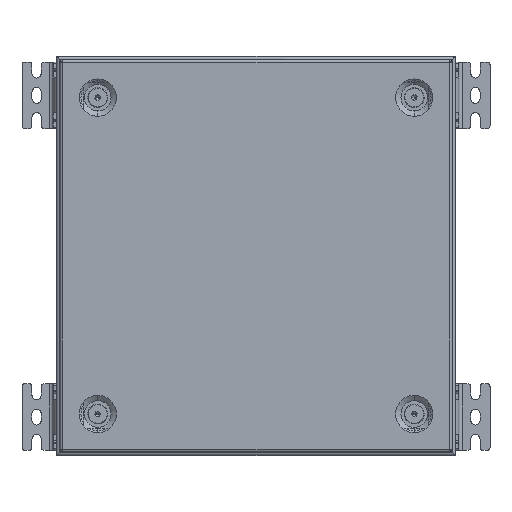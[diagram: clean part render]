
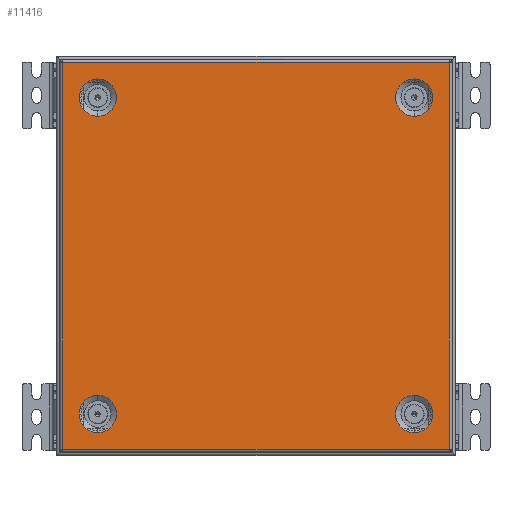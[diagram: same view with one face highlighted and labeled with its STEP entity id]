
A CAD part, top view. The second image highlights one B-rep face of the part: STEP entity #11416.
In plain terms, the highlighted planar face has unit normal (0, 0, 1).
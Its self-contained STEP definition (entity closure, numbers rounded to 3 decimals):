
#531 = CARTESIAN_POINT ( 'NONE',  ( -119., -133., 0. ) ) ;
#646 = ORIENTED_EDGE ( 'NONE', *, *, #1804, .F. ) ;
#696 = AXIS2_PLACEMENT_3D ( 'NONE', #16369, #22362, #24553 ) ;
#801 = DIRECTION ( 'NONE',  ( -1., 0., 0. ) ) ;
#939 = CARTESIAN_POINT ( 'NONE',  ( -145.5, 145.5, 0. ) ) ;
#1158 = VERTEX_POINT ( 'NONE', #9970 ) ;
#1163 = CARTESIAN_POINT ( 'NONE',  ( 145.4, 145.5, 0. ) ) ;
#1413 = DIRECTION ( 'NONE',  ( 0., 0., 1. ) ) ;
#1723 = CARTESIAN_POINT ( 'NONE',  ( 145.793, 145.5, 0. ) ) ;
#1764 = CARTESIAN_POINT ( 'NONE',  ( 145.5, -145.793, 0. ) ) ;
#1804 = EDGE_CURVE ( 'NONE', #1158, #3029, #9468, .T. ) ;
#1986 = VERTEX_POINT ( 'NONE', #13159 ) ;
#2106 = DIRECTION ( 'NONE',  ( 0., 0., 1. ) ) ;
#2239 = EDGE_CURVE ( 'NONE', #17156, #24230, #8959, .T. ) ;
#2327 = CARTESIAN_POINT ( 'NONE',  ( -119., 119., 0. ) ) ;
#2388 = VERTEX_POINT ( 'NONE', #23606 ) ;
#2538 = EDGE_LOOP ( 'NONE', ( #7471, #18850 ) ) ;
#2610 = ORIENTED_EDGE ( 'NONE', *, *, #7966, .T. ) ;
#3029 = VERTEX_POINT ( 'NONE', #531 ) ;
#3101 = VECTOR ( 'NONE', #20368, 1000. ) ;
#3360 = FACE_BOUND ( 'NONE', #3775, .T. ) ;
#3592 = EDGE_CURVE ( 'NONE', #1986, #22859, #15883, .T. ) ;
#3751 = ORIENTED_EDGE ( 'NONE', *, *, #26681, .F. ) ;
#3775 = EDGE_LOOP ( 'NONE', ( #646, #3751 ) ) ;
#3811 = DIRECTION ( 'NONE',  ( 0., 1., 0. ) ) ;
#3926 = ORIENTED_EDGE ( 'NONE', *, *, #8418, .F. ) ;
#4047 = ORIENTED_EDGE ( 'NONE', *, *, #3592, .F. ) ;
#4775 = VERTEX_POINT ( 'NONE', #17176 ) ;
#4799 = VERTEX_POINT ( 'NONE', #23181 ) ;
#4877 = DIRECTION ( 'NONE',  ( 1., 0., 0. ) ) ;
#5190 = VECTOR ( 'NONE', #3811, 1000. ) ;
#5212 = EDGE_CURVE ( 'NONE', #24230, #17156, #14456, .T. ) ;
#5225 = AXIS2_PLACEMENT_3D ( 'NONE', #24195, #11672, #11951 ) ;
#5254 = CARTESIAN_POINT ( 'NONE',  ( -119., 133., 0. ) ) ;
#5264 = FACE_BOUND ( 'NONE', #2538, .T. ) ;
#5837 = ORIENTED_EDGE ( 'NONE', *, *, #21099, .F. ) ;
#6006 = CARTESIAN_POINT ( 'NONE',  ( 119., 105., 0. ) ) ;
#6574 = ORIENTED_EDGE ( 'NONE', *, *, #16342, .T. ) ;
#6818 = DIRECTION ( 'NONE',  ( 1., 0., 0. ) ) ;
#6939 = DIRECTION ( 'NONE',  ( 0., 0., 1. ) ) ;
#6978 = VECTOR ( 'NONE', #10675, 1000. ) ;
#7054 = CARTESIAN_POINT ( 'NONE',  ( -119., 105., 0. ) ) ;
#7224 = CARTESIAN_POINT ( 'NONE',  ( -145.793, -145.5, 0. ) ) ;
#7471 = ORIENTED_EDGE ( 'NONE', *, *, #2239, .F. ) ;
#7618 = AXIS2_PLACEMENT_3D ( 'NONE', #13798, #1413, #9734 ) ;
#7753 = CARTESIAN_POINT ( 'NONE',  ( 145.4, -145.5, 0. ) ) ;
#7759 = ORIENTED_EDGE ( 'NONE', *, *, #15119, .T. ) ;
#7767 = VECTOR ( 'NONE', #12868, 1000. ) ;
#7966 = EDGE_CURVE ( 'NONE', #26700, #4799, #25726, .T. ) ;
#8000 = LINE ( 'NONE', #1723, #20856 ) ;
#8156 = VECTOR ( 'NONE', #6818, 1000. ) ;
#8274 = ORIENTED_EDGE ( 'NONE', *, *, #19607, .F. ) ;
#8418 = EDGE_CURVE ( 'NONE', #26700, #15660, #13418, .T. ) ;
#8444 = DIRECTION ( 'NONE',  ( 0., 0., 1. ) ) ;
#8709 = DIRECTION ( 'NONE',  ( 0., 0., 1. ) ) ;
#8834 = VECTOR ( 'NONE', #22025, 1000. ) ;
#8837 = CARTESIAN_POINT ( 'NONE',  ( 119., -119., 0. ) ) ;
#8959 = CIRCLE ( 'NONE', #21160, 14. ) ;
#9207 = DIRECTION ( 'NONE',  ( 1., 0., 0. ) ) ;
#9416 = DIRECTION ( 'NONE',  ( 0., 0., 1. ) ) ;
#9468 = CIRCLE ( 'NONE', #12942, 14. ) ;
#9734 = DIRECTION ( 'NONE',  ( 1., 0., 0. ) ) ;
#9970 = CARTESIAN_POINT ( 'NONE',  ( -119., -105., 0. ) ) ;
#10216 = EDGE_CURVE ( 'NONE', #12649, #15660, #8000, .T. ) ;
#10307 = DIRECTION ( 'NONE',  ( -1., 0., 0. ) ) ;
#10675 = DIRECTION ( 'NONE',  ( 1., 0., 0. ) ) ;
#10694 = CARTESIAN_POINT ( 'NONE',  ( -119., 119., 0. ) ) ;
#10990 = CARTESIAN_POINT ( 'NONE',  ( -147.5, 145.5, 0. ) ) ;
#11041 = VERTEX_POINT ( 'NONE', #7753 ) ;
#11416 = ADVANCED_FACE ( 'NONE', ( #26397, #5264, #26541, #3360, #11539 ), #23927, .T. ) ;
#11421 = CARTESIAN_POINT ( 'NONE',  ( -145.5, 145.793, 0. ) ) ;
#11539 = FACE_BOUND ( 'NONE', #20218, .T. ) ;
#11672 = DIRECTION ( 'NONE',  ( 0., 0., 1. ) ) ;
#11951 = DIRECTION ( 'NONE',  ( 1., 0., 0. ) ) ;
#12314 = CARTESIAN_POINT ( 'NONE',  ( -145.793, -145.5, 0. ) ) ;
#12538 = DIRECTION ( 'NONE',  ( 1., 0., 0. ) ) ;
#12649 = VERTEX_POINT ( 'NONE', #1163 ) ;
#12868 = DIRECTION ( 'NONE',  ( -1., 0., 0. ) ) ;
#12942 = AXIS2_PLACEMENT_3D ( 'NONE', #22995, #8444, #24647 ) ;
#13028 = AXIS2_PLACEMENT_3D ( 'NONE', #19900, #9416, #17716 ) ;
#13159 = CARTESIAN_POINT ( 'NONE',  ( 119., -105., 0. ) ) ;
#13219 = LINE ( 'NONE', #7224, #8156 ) ;
#13330 = CARTESIAN_POINT ( 'NONE',  ( -119., -119., 0. ) ) ;
#13418 = LINE ( 'NONE', #10990, #15810 ) ;
#13464 = EDGE_LOOP ( 'NONE', ( #21864, #26358, #3926, #2610, #26288, #7759, #6574, #22975 ) ) ;
#13798 = CARTESIAN_POINT ( 'NONE',  ( 119., -119., 0. ) ) ;
#14054 = EDGE_CURVE ( 'NONE', #18311, #24717, #15659, .T. ) ;
#14456 = CIRCLE ( 'NONE', #25329, 14. ) ;
#14712 = DIRECTION ( 'NONE',  ( 0., 0., 1. ) ) ;
#15119 = EDGE_CURVE ( 'NONE', #2388, #11041, #21151, .T. ) ;
#15643 = AXIS2_PLACEMENT_3D ( 'NONE', #13330, #6939, #801 ) ;
#15659 = CIRCLE ( 'NONE', #13028, 14. ) ;
#15660 = VERTEX_POINT ( 'NONE', #24351 ) ;
#15810 = VECTOR ( 'NONE', #9207, 1000. ) ;
#15883 = CIRCLE ( 'NONE', #7618, 14. ) ;
#16342 = EDGE_CURVE ( 'NONE', #11041, #20649, #24165, .T. ) ;
#16369 = CARTESIAN_POINT ( 'NONE',  ( 119., 119., 0. ) ) ;
#17156 = VERTEX_POINT ( 'NONE', #7054 ) ;
#17176 = CARTESIAN_POINT ( 'NONE',  ( 145.5, 145.5, 0. ) ) ;
#17716 = DIRECTION ( 'NONE',  ( -1., 0., 0. ) ) ;
#18311 = VERTEX_POINT ( 'NONE', #21005 ) ;
#18850 = ORIENTED_EDGE ( 'NONE', *, *, #5212, .F. ) ;
#18988 = CIRCLE ( 'NONE', #696, 14. ) ;
#19008 = CARTESIAN_POINT ( 'NONE',  ( 145.793, 145.5, 0. ) ) ;
#19426 = AXIS2_PLACEMENT_3D ( 'NONE', #8837, #8709, #4877 ) ;
#19607 = EDGE_CURVE ( 'NONE', #24717, #18311, #18988, .T. ) ;
#19900 = CARTESIAN_POINT ( 'NONE',  ( 119., 119., 0. ) ) ;
#19943 = EDGE_CURVE ( 'NONE', #4799, #2388, #13219, .T. ) ;
#20218 = EDGE_LOOP ( 'NONE', ( #4047, #5837 ) ) ;
#20368 = DIRECTION ( 'NONE',  ( 1., 0., 0. ) ) ;
#20649 = VERTEX_POINT ( 'NONE', #21163 ) ;
#20856 = VECTOR ( 'NONE', #10307, 1000. ) ;
#21005 = CARTESIAN_POINT ( 'NONE',  ( 119., 133., 0. ) ) ;
#21099 = EDGE_CURVE ( 'NONE', #22859, #1986, #25100, .T. ) ;
#21151 = LINE ( 'NONE', #12314, #6978 ) ;
#21160 = AXIS2_PLACEMENT_3D ( 'NONE', #10694, #2106, #23077 ) ;
#21163 = CARTESIAN_POINT ( 'NONE',  ( 145.5, -145.5, 0. ) ) ;
#21864 = ORIENTED_EDGE ( 'NONE', *, *, #25331, .T. ) ;
#22025 = DIRECTION ( 'NONE',  ( 0., -1., 0. ) ) ;
#22337 = CARTESIAN_POINT ( 'NONE',  ( 119., -133., 0. ) ) ;
#22362 = DIRECTION ( 'NONE',  ( 0., 0., 1. ) ) ;
#22859 = VERTEX_POINT ( 'NONE', #22337 ) ;
#22975 = ORIENTED_EDGE ( 'NONE', *, *, #26744, .T. ) ;
#22995 = CARTESIAN_POINT ( 'NONE',  ( -119., -119., 0. ) ) ;
#23077 = DIRECTION ( 'NONE',  ( 1., 0., 0. ) ) ;
#23181 = CARTESIAN_POINT ( 'NONE',  ( -145.5, -145.5, 0. ) ) ;
#23477 = LINE ( 'NONE', #19008, #7767 ) ;
#23606 = CARTESIAN_POINT ( 'NONE',  ( -145.4, -145.5, 0. ) ) ;
#23860 = EDGE_LOOP ( 'NONE', ( #8274, #24922 ) ) ;
#23927 = PLANE ( 'NONE',  #5225 ) ;
#24165 = LINE ( 'NONE', #24444, #3101 ) ;
#24195 = CARTESIAN_POINT ( 'NONE',  ( 0., 0., 0. ) ) ;
#24228 = LINE ( 'NONE', #1764, #5190 ) ;
#24230 = VERTEX_POINT ( 'NONE', #5254 ) ;
#24351 = CARTESIAN_POINT ( 'NONE',  ( -145.4, 145.5, 0. ) ) ;
#24444 = CARTESIAN_POINT ( 'NONE',  ( 147.5, -145.5, 0. ) ) ;
#24553 = DIRECTION ( 'NONE',  ( -1., 0., 0. ) ) ;
#24647 = DIRECTION ( 'NONE',  ( -1., 0., 0. ) ) ;
#24717 = VERTEX_POINT ( 'NONE', #6006 ) ;
#24922 = ORIENTED_EDGE ( 'NONE', *, *, #14054, .F. ) ;
#25100 = CIRCLE ( 'NONE', #19426, 14. ) ;
#25329 = AXIS2_PLACEMENT_3D ( 'NONE', #2327, #14712, #12538 ) ;
#25331 = EDGE_CURVE ( 'NONE', #4775, #12649, #23477, .T. ) ;
#25648 = CIRCLE ( 'NONE', #15643, 14. ) ;
#25726 = LINE ( 'NONE', #11421, #8834 ) ;
#26288 = ORIENTED_EDGE ( 'NONE', *, *, #19943, .T. ) ;
#26358 = ORIENTED_EDGE ( 'NONE', *, *, #10216, .T. ) ;
#26397 = FACE_OUTER_BOUND ( 'NONE', #13464, .T. ) ;
#26541 = FACE_BOUND ( 'NONE', #23860, .T. ) ;
#26681 = EDGE_CURVE ( 'NONE', #3029, #1158, #25648, .T. ) ;
#26700 = VERTEX_POINT ( 'NONE', #939 ) ;
#26744 = EDGE_CURVE ( 'NONE', #20649, #4775, #24228, .T. ) ;
